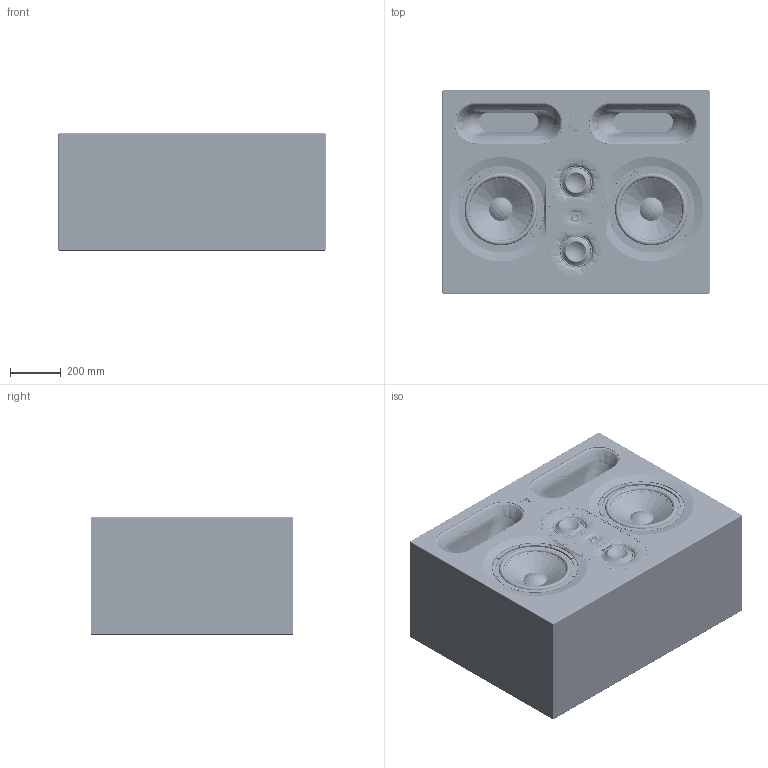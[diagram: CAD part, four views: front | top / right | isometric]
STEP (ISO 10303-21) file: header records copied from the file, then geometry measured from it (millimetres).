
FILE_DESCRIPTION (( 'STEP AP214' ), '1' );
FILE_NAME ('MAIN_212.STEP', '2023-04-28T16:54:09', ( '' ), ( '' ), 'SwSTEP 2.0', 'SolidWorks 2022', '' );
FILE_SCHEMA (( 'AUTOMOTIVE_DESIGN' ));
Length unit declared in the file: millimetre
Products named in the file (1): MAIN_212
Bounding box: 1050 x 796 x 460 mm (x, y, z)
Volume: 90112471.3 mm3; surface area: 7666331.6 mm2
Topology: 53 solids, 82 shells, 8483 faces, 21605 edges, 13443 vertices
Faces by surface type: plane 3373, bspline 1880, cylinder 1719, cone 618, torus 563, sphere 330
Entity records: 499819 total; most frequent: CARTESIAN_POINT 216528, ORIENTED_EDGE 42866, DIRECTION 34481, EDGE_CURVE 21433, VERTEX_POINT 13443, AXIS2_PLACEMENT_3D 12774, EDGE_LOOP 9378, VECTOR 8933
